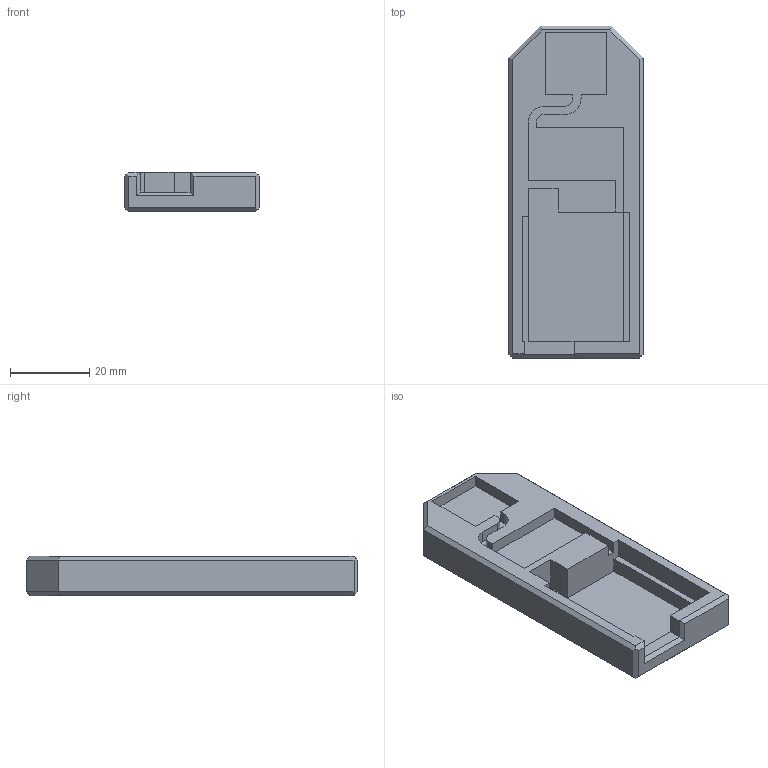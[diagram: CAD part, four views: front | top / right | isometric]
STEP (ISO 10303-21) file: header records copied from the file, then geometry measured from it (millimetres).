
FILE_DESCRIPTION(/* description */ (''),/* implementation_level */ '2;1');
FILE_NAME(/* name */ 'snappergps-tray-echo27-v2.step',/* time_stamp */ '2022-10-29T08:35:39+01:00',/* author */ (''),/* organization */ (''),/* preprocessor_version */ 'ST-DEVELOPER v19.2',/* originating_system */ 'Autodesk Translation Framework v11.17.0.187',/* authorisation */ '');
FILE_SCHEMA (('AUTOMOTIVE_DESIGN { 1 0 10303 214 3 1 1 }'));
Length unit declared in the file: millimetre
Products named in the file (1): snappergps-1-0-0-tray-echo27-single
Bounding box: 34 x 83.62 x 10 mm (x, y, z)
Volume: 17592.8 mm3; surface area: 9127.5 mm2
Topology: 1 solids, 1 shells, 62 faces, 168 edges, 108 vertices
Faces by surface type: plane 58, cylinder 4
Entity records: 1944 total; most frequent: CARTESIAN_POINT 339, ORIENTED_EDGE 336, DIRECTION 302, EDGE_CURVE 168, LINE 160, VECTOR 160, VERTEX_POINT 108, AXIS2_PLACEMENT_3D 71
